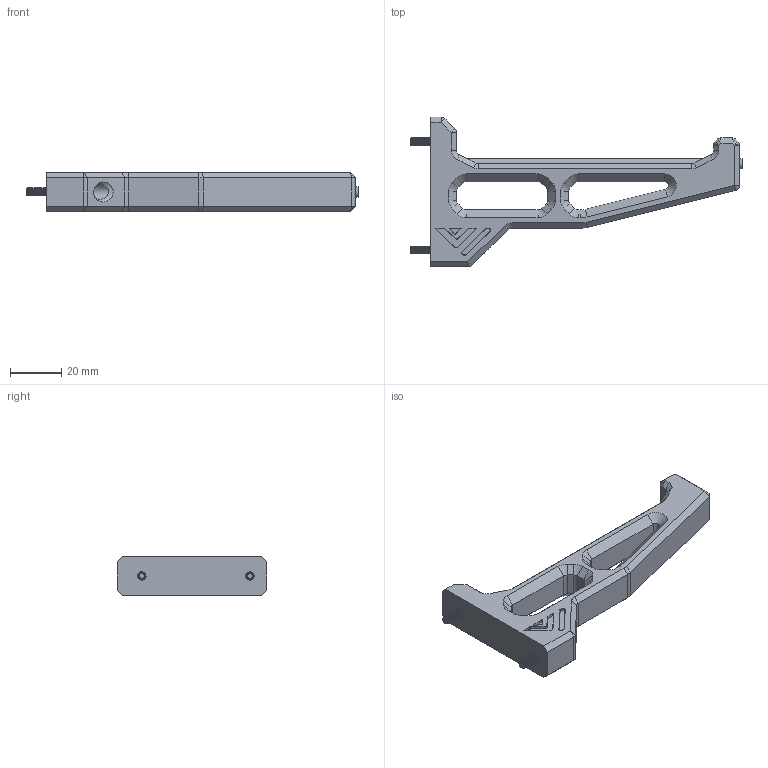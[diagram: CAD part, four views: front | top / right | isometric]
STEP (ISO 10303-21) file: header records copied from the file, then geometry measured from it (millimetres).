
FILE_DESCRIPTION(/* description */ (''),/* implementation_level */ '2;1');
FILE_NAME(/* name */ 'VZspooldholder.step',/* time_stamp */ '2022-06-17T20:58:11-04:00',/* author */ (''),/* organization */ (''),/* preprocessor_version */ 'ST-DEVELOPER v19',/* originating_system */ 'Autodesk Translation Framework v11.7.0.108',/* authorisation */ '');
FILE_SCHEMA (('AUTOMOTIVE_DESIGN { 1 0 10303 214 3 1 1 }'));
Length unit declared in the file: millimetre
Products named in the file (6): VZspooldholder; main body; printed insert logo; Hardware (9); 110mm PTFE tube; 12mm M3
Assembly tree (6 placements, depth 3):
  VZspooldholder
    main body
    printed insert logo
    Hardware (9)
      110mm PTFE tube
      12mm M3  x2
Bounding box: 129 x 58 x 15 mm (x, y, z)
Volume: 34907.5 mm3; surface area: 15800.9 mm2
Topology: 7 solids, 7 shells, 1168 faces, 2726 edges, 1753 vertices
Faces by surface type: plane 920, cylinder 161, cone 81, bspline 6
Full cylindrical faces by diameter (mm): 1.9 x1, 2.35 x44, 3 x44, 3.3 x2, 4 x1, 4.2 x1, 5.5 x2, 5.8 x2
Entity records: 24673 total; most frequent: CARTESIAN_POINT 8173, DIRECTION 3350, ORIENTED_EDGE 3302, EDGE_CURVE 1651, LINE 1152, VECTOR 1152, AXIS2_PLACEMENT_3D 1099, VERTEX_POINT 1052
